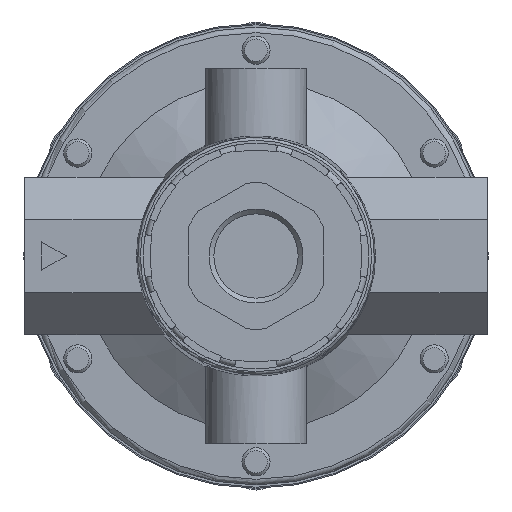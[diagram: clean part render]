
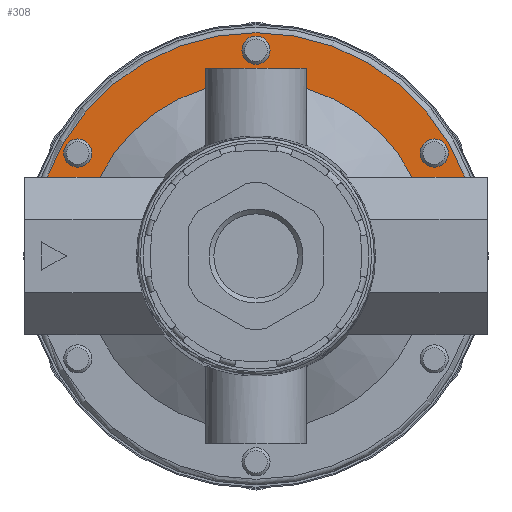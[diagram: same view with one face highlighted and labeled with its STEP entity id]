
A CAD part, front view. The second image highlights one B-rep face of the part: STEP entity #308.
In plain terms, the highlighted planar face has unit normal (0, -1, 0).
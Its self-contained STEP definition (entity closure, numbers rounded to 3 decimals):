
#308 = ADVANCED_FACE( '', ( #986, #987, #988, #989 ), #990, .F. );
#986 = FACE_BOUND( '', #1864, .T. );
#987 = FACE_BOUND( '', #1865, .T. );
#988 = FACE_BOUND( '', #1866, .T. );
#989 = FACE_OUTER_BOUND( '', #1867, .T. );
#990 = PLANE( '', #1868 );
#1864 = EDGE_LOOP( '', ( #3905 ) );
#1865 = EDGE_LOOP( '', ( #3906 ) );
#1866 = EDGE_LOOP( '', ( #3907 ) );
#1867 = EDGE_LOOP( '', ( #3908, #3909, #3910, #3911, #3912, #3913, #3914, #3915 ) );
#1868 = AXIS2_PLACEMENT_3D( '', #3916, #3917, #3918 );
#3905 = ORIENTED_EDGE( '', *, *, #5757, .F. );
#3906 = ORIENTED_EDGE( '', *, *, #5763, .F. );
#3907 = ORIENTED_EDGE( '', *, *, #5775, .F. );
#3908 = ORIENTED_EDGE( '', *, *, #5823, .F. );
#3909 = ORIENTED_EDGE( '', *, *, #5824, .T. );
#3910 = ORIENTED_EDGE( '', *, *, #5291, .F. );
#3911 = ORIENTED_EDGE( '', *, *, #5288, .F. );
#3912 = ORIENTED_EDGE( '', *, *, #5825, .F. );
#3913 = ORIENTED_EDGE( '', *, *, #5826, .F. );
#3914 = ORIENTED_EDGE( '', *, *, #5827, .T. );
#3915 = ORIENTED_EDGE( '', *, *, #5828, .F. );
#3916 = CARTESIAN_POINT( '', ( 39.6, 13.5, 0. ) );
#3917 = DIRECTION( '', ( 0., 1., 0. ) );
#3918 = DIRECTION( '', ( 0., 0., 1. ) );
#5288 = EDGE_CURVE( '', #6270, #6266, #6272, .T. );
#5291 = EDGE_CURVE( '', #6266, #6276, #6277, .T. );
#5757 = EDGE_CURVE( '', #7087, #7087, #7088, .F. );
#5763 = EDGE_CURVE( '', #7099, #7099, #7100, .F. );
#5775 = EDGE_CURVE( '', #7123, #7123, #7124, .F. );
#5823 = EDGE_CURVE( '', #7207, #7208, #7209, .T. );
#5824 = EDGE_CURVE( '', #7207, #6276, #7210, .T. );
#5825 = EDGE_CURVE( '', #7211, #6270, #7212, .T. );
#5826 = EDGE_CURVE( '', #7213, #7211, #7214, .T. );
#5827 = EDGE_CURVE( '', #7213, #7215, #7216, .T. );
#5828 = EDGE_CURVE( '', #7208, #7215, #7217, .T. );
#6266 = VERTEX_POINT( '', #8033 );
#6270 = VERTEX_POINT( '', #8042 );
#6272 = CIRCLE( '', #8049, 31.034 );
#6276 = VERTEX_POINT( '', #8057 );
#6277 = LINE( '', #8058, #8059 );
#7087 = VERTEX_POINT( '', #9187 );
#7088 = CIRCLE( '', #9188, 2.5 );
#7099 = VERTEX_POINT( '', #9199 );
#7100 = CIRCLE( '', #9200, 2.5 );
#7123 = VERTEX_POINT( '', #9223 );
#7124 = CIRCLE( '', #9224, 2.5 );
#7207 = VERTEX_POINT( '', #9387 );
#7208 = VERTEX_POINT( '', #9388 );
#7209 = LINE( '', #9389, #9390 );
#7210 = CIRCLE( '', #9391, 39.6 );
#7211 = VERTEX_POINT( '', #9392 );
#7212 = LINE( '', #9393, #9394 );
#7213 = VERTEX_POINT( '', #9395 );
#7214 = LINE( '', #9396, #9397 );
#7215 = VERTEX_POINT( '', #9398 );
#7216 = LINE( '', #9399, #9400 );
#7217 = CIRCLE( '', #9401, 31.034 );
#8033 = CARTESIAN_POINT( '', ( -27.697, 13.5, 14. ) );
#8042 = CARTESIAN_POINT( '', ( -9., 13.5, 29.7 ) );
#8049 = AXIS2_PLACEMENT_3D( '', #10375, #10376, #10377 );
#8057 = CARTESIAN_POINT( '', ( -37.043, 13.5, 14. ) );
#8058 = CARTESIAN_POINT( '', ( 39.6, 13.5, 14. ) );
#8059 = VECTOR( '', #10379, 1000. );
#9187 = CARTESIAN_POINT( '', ( -31.61, 13.5, 20.75 ) );
#9188 = AXIS2_PLACEMENT_3D( '', #11172, #11173, #11174 );
#9199 = CARTESIAN_POINT( '', ( 31.61, 13.5, 20.75 ) );
#9200 = AXIS2_PLACEMENT_3D( '', #11190, #11191, #11192 );
#9223 = CARTESIAN_POINT( '', ( 0., 13.5, 39. ) );
#9224 = AXIS2_PLACEMENT_3D( '', #11226, #11227, #11228 );
#9387 = CARTESIAN_POINT( '', ( 37.043, 13.5, 14. ) );
#9388 = CARTESIAN_POINT( '', ( 27.697, 13.5, 14. ) );
#9389 = CARTESIAN_POINT( '', ( 39.6, 13.5, 14. ) );
#9390 = VECTOR( '', #11334, 1000. );
#9391 = AXIS2_PLACEMENT_3D( '', #11335, #11336, #11337 );
#9392 = CARTESIAN_POINT( '', ( -9., 13.5, 33.3 ) );
#9393 = CARTESIAN_POINT( '', ( -9., 13.5, 33.3 ) );
#9394 = VECTOR( '', #11338, 1000. );
#9395 = CARTESIAN_POINT( '', ( 9., 13.5, 33.3 ) );
#9396 = CARTESIAN_POINT( '', ( 9., 13.5, 33.3 ) );
#9397 = VECTOR( '', #11339, 1000. );
#9398 = CARTESIAN_POINT( '', ( 9., 13.5, 29.7 ) );
#9399 = CARTESIAN_POINT( '', ( 9., 13.5, 33.3 ) );
#9400 = VECTOR( '', #11340, 1000. );
#9401 = AXIS2_PLACEMENT_3D( '', #11341, #11342, #11343 );
#10375 = CARTESIAN_POINT( '', ( 0., 13.5, 0. ) );
#10376 = DIRECTION( '', ( 0., -1., 0. ) );
#10377 = DIRECTION( '', ( 0., 0., -1. ) );
#10379 = DIRECTION( '', ( -1., 0., 0. ) );
#11172 = CARTESIAN_POINT( '', ( -31.61, 13.5, 18.25 ) );
#11173 = DIRECTION( '', ( 0., 1., 0. ) );
#11174 = DIRECTION( '', ( 0., 0., 1. ) );
#11190 = CARTESIAN_POINT( '', ( 31.61, 13.5, 18.25 ) );
#11191 = DIRECTION( '', ( 0., 1., 0. ) );
#11192 = DIRECTION( '', ( 0., 0., 1. ) );
#11226 = CARTESIAN_POINT( '', ( 0., 13.5, 36.5 ) );
#11227 = DIRECTION( '', ( 0., 1., 0. ) );
#11228 = DIRECTION( '', ( 0., 0., 1. ) );
#11334 = DIRECTION( '', ( -1., 0., 0. ) );
#11335 = CARTESIAN_POINT( '', ( 0., 13.5, 0. ) );
#11336 = DIRECTION( '', ( 0., -1., 0. ) );
#11337 = DIRECTION( '', ( 0., 0., -1. ) );
#11338 = DIRECTION( '', ( 0., 0., -1. ) );
#11339 = DIRECTION( '', ( -1., 0., 0. ) );
#11340 = DIRECTION( '', ( 0., 0., -1. ) );
#11341 = CARTESIAN_POINT( '', ( 0., 13.5, 0. ) );
#11342 = DIRECTION( '', ( 0., -1., 0. ) );
#11343 = DIRECTION( '', ( 0., 0., -1. ) );
